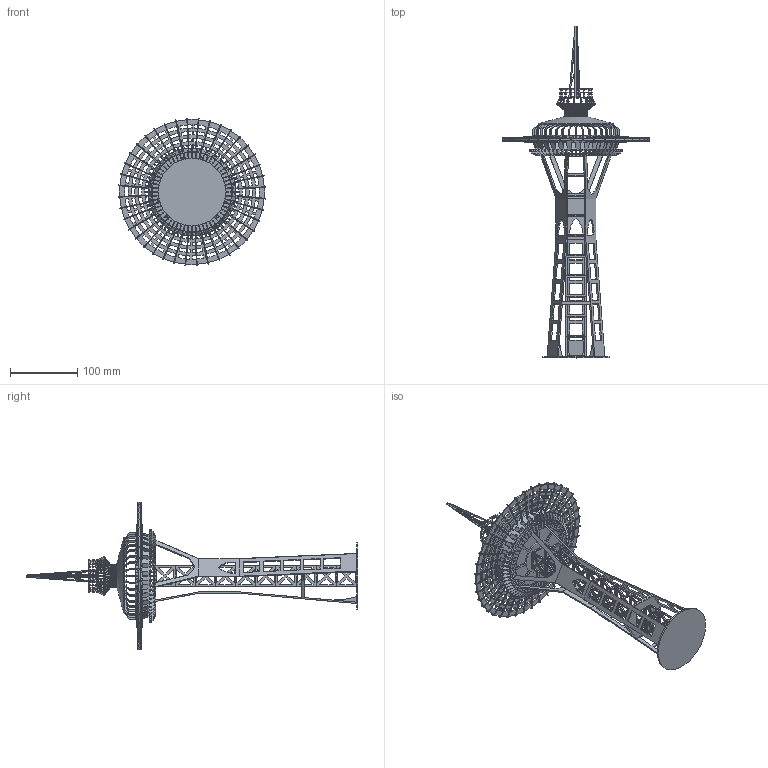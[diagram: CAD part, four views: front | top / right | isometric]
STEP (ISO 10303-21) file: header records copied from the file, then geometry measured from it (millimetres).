
FILE_DESCRIPTION(/* description */ (''),/* implementation_level */ '2;1');
FILE_NAME(/* name */ '2014-MC-24midproject.stp',/* time_stamp */ '2021-12-06T16:25:38+00:00',/* author */ (''),/* organization */ (''),/* preprocessor_version */ 'ST-DEVELOPER v18.101',/* originating_system */ 'SIEMENS PLM Software Simcenter 3D 2206',/* authorisation */ '');
FILE_SCHEMA (('AUTOMOTIVE_DESIGN { 1 0 10303 214 3 1 1 1 }'));
Products named in the file (1): 2014-MC-24midproject_sldprt_x_t
Bounding box: 219.13 x 493.76 x 219.13 mm (x, y, z)
Volume: 216618.5 mm3; surface area: 350461.4 mm2
Topology: 216 solids, 216 shells, 4885 faces, 13519 edges, 8978 vertices
Faces by surface type: plane 4216, cylinder 466, extrusion 198, cone 5
Full cylindrical faces by diameter (mm): 32.054 x1, 45.003 x2, 47.999 x1, 48.505 x1, 49.718 x1, 57.117 x1, 100 x1, 111.047 x1, 119.897 x1, 216 x1
Entity records: 162260 total; most frequent: CARTESIAN_POINT 28959, ORIENTED_EDGE 27000, DIRECTION 23770, EDGE_CURVE 13500, VECTOR 12024, LINE 11826, VERTEX_POINT 8965, AXIS2_PLACEMENT_3D 5873
